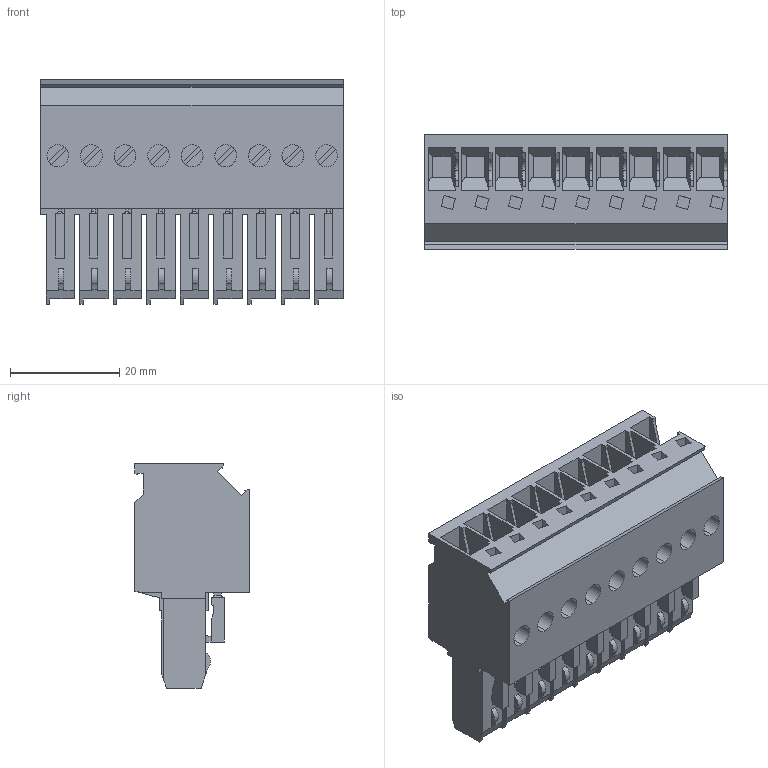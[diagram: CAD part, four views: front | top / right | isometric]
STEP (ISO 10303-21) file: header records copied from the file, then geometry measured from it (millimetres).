
FILE_DESCRIPTION(('Creo Elements/Direct Modeling STEP Export'),'2;1');
FILE_NAME('model.stp','2019-11-20T13:52:37',(''),(''),'Creo Elements/Direct Modeling STEP processor for AP214 (Solid Model)','Creo Elements/Direct Modeling 20.1A 29-Sep-2018 (C) Parametric Technology GmbH','');
FILE_SCHEMA(('AUTOMOTIVE_DESIGN { 1 0 10303 214 1 1 1 1 }'));
Products named in the file (2): UP_4_9-select
Assembly tree (1 placements, depth 2):
  UP_4_9-select
    UP_4_9-select
Bounding box: 55.35 x 21 x 41.17 mm (x, y, z)
Volume: 25424.2 mm3; surface area: 17408 mm2
Topology: 1 solids, 1 shells, 1313 faces, 3573 edges, 2322 vertices
Faces by surface type: plane 962, cylinder 279, bspline 72
Entity records: 66597 total; most frequent: CARTESIAN_POINT 22843, ORIENTED_EDGE 7146, DIRECTION 6457, EDGE_CURVE 3573, VECTOR 2833, LINE 2833, VERTEX_POINT 2322, AXIS2_PLACEMENT_3D 1812
